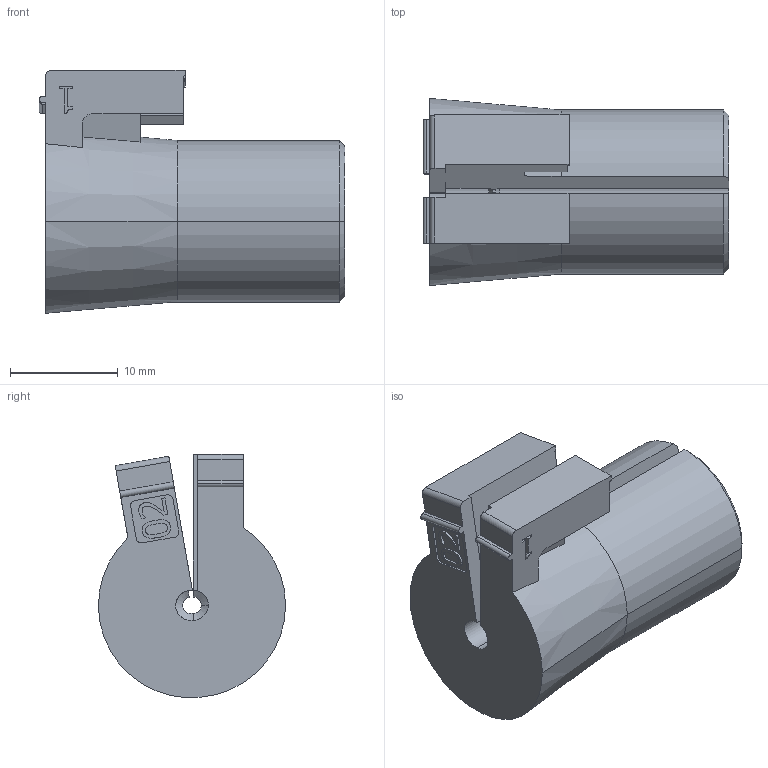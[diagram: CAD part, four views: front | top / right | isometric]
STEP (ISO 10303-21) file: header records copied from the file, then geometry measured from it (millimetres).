
FILE_DESCRIPTION (( 'STEP AP203' ), '1' );
FILE_NAME ('568335.step', '2019-11-21T17:21:34', ( '' ), ( '' ), 'SwSTEP 2.0', 'SolidWorks 2019', '' );
FILE_SCHEMA (( 'CONFIG_CONTROL_DESIGN' ));
Length unit declared in the file: inch
Products named in the file (1): 568335
Bounding box: 28.4 x 17.38 x 22.57 mm (x, y, z)
Volume: 5572.2 mm3; surface area: 2834 mm2
Topology: 1 solids, 1 shells, 119 faces, 327 edges, 215 vertices
Faces by surface type: plane 58, cylinder 25, bspline 24, cone 12
Entity records: 4007 total; most frequent: CARTESIAN_POINT 1050, ORIENTED_EDGE 654, DIRECTION 510, EDGE_CURVE 327, VERTEX_POINT 215, LINE 204, VECTOR 204, AXIS2_PLACEMENT_3D 153
